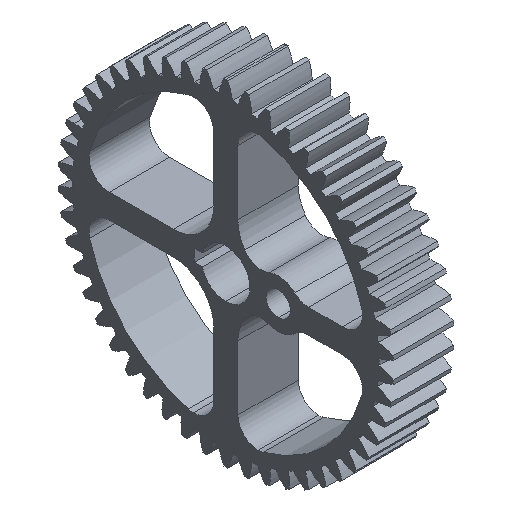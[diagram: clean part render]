
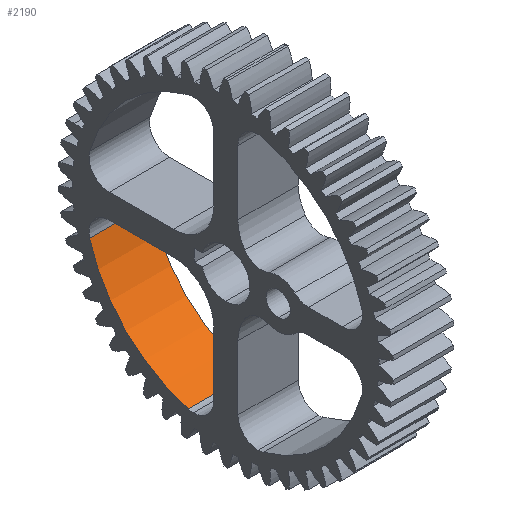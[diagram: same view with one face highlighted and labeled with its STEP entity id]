
A CAD part, isometric view. The second image highlights one B-rep face of the part: STEP entity #2190.
In plain terms, the highlighted cylindrical face has radius 17.499 mm (diameter 34.998 mm), a partial arc.
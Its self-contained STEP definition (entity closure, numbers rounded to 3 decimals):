
#203 = CYLINDRICAL_SURFACE ( 'NONE', #6597, 17.499 ) ;
#369 = VERTEX_POINT ( 'NONE', #6013 ) ;
#615 = LINE ( 'NONE', #8515, #4192 ) ;
#664 = VERTEX_POINT ( 'NONE', #7866 ) ;
#1096 = CARTESIAN_POINT ( 'NONE',  ( 0., 16.865, -4.667 ) ) ;
#1112 = VECTOR ( 'NONE', #6451, 1000. ) ;
#2190 = ADVANCED_FACE ( 'NONE', ( #2328 ), #203, .F. ) ;
#2328 = FACE_OUTER_BOUND ( 'NONE', #7920, .T. ) ;
#2620 = CARTESIAN_POINT ( 'NONE',  ( 0., 0., 0. ) ) ;
#2861 = DIRECTION ( 'NONE',  ( 0., 0., -1. ) ) ;
#3073 = EDGE_CURVE ( 'NONE', #5023, #369, #4547, .T. ) ;
#3196 = ORIENTED_EDGE ( 'NONE', *, *, #3073, .T. ) ;
#3709 = VERTEX_POINT ( 'NONE', #1096 ) ;
#4087 = ORIENTED_EDGE ( 'NONE', *, *, #4306, .F. ) ;
#4192 = VECTOR ( 'NONE', #7854, 1000. ) ;
#4243 = DIRECTION ( 'NONE',  ( 1., 0., 0. ) ) ;
#4306 = EDGE_CURVE ( 'NONE', #5023, #3709, #5014, .T. ) ;
#4547 = LINE ( 'NONE', #8416, #1112 ) ;
#4824 = EDGE_CURVE ( 'NONE', #664, #3709, #615, .T. ) ;
#4976 = CARTESIAN_POINT ( 'NONE',  ( 0., 0., 0. ) ) ;
#5014 = CIRCLE ( 'NONE', #8201, 17.499 ) ;
#5023 = VERTEX_POINT ( 'NONE', #5590 ) ;
#5216 = DIRECTION ( 'NONE',  ( 0., 0., -1. ) ) ;
#5401 = CARTESIAN_POINT ( 'NONE',  ( 7.5, 0., 0. ) ) ;
#5453 = AXIS2_PLACEMENT_3D ( 'NONE', #5401, #7436, #8048 ) ;
#5590 = CARTESIAN_POINT ( 'NONE',  ( 0., 4.667, -16.865 ) ) ;
#5793 = ORIENTED_EDGE ( 'NONE', *, *, #6944, .T. ) ;
#5863 = CIRCLE ( 'NONE', #5453, 17.499 ) ;
#6013 = CARTESIAN_POINT ( 'NONE',  ( 7.5, 4.667, -16.865 ) ) ;
#6038 = DIRECTION ( 'NONE',  ( 1., 0., 0. ) ) ;
#6451 = DIRECTION ( 'NONE',  ( 1., 0., 0. ) ) ;
#6597 = AXIS2_PLACEMENT_3D ( 'NONE', #4976, #4243, #2861 ) ;
#6944 = EDGE_CURVE ( 'NONE', #369, #664, #5863, .T. ) ;
#7205 = ORIENTED_EDGE ( 'NONE', *, *, #4824, .T. ) ;
#7436 = DIRECTION ( 'NONE',  ( 1., 0., 0. ) ) ;
#7854 = DIRECTION ( 'NONE',  ( -1., 0., 0. ) ) ;
#7866 = CARTESIAN_POINT ( 'NONE',  ( 7.5, 16.865, -4.667 ) ) ;
#7920 = EDGE_LOOP ( 'NONE', ( #4087, #3196, #5793, #7205 ) ) ;
#8048 = DIRECTION ( 'NONE',  ( 0., 0., -1. ) ) ;
#8201 = AXIS2_PLACEMENT_3D ( 'NONE', #2620, #6038, #5216 ) ;
#8416 = CARTESIAN_POINT ( 'NONE',  ( 0., 4.667, -16.865 ) ) ;
#8515 = CARTESIAN_POINT ( 'NONE',  ( 0., 16.865, -4.667 ) ) ;
